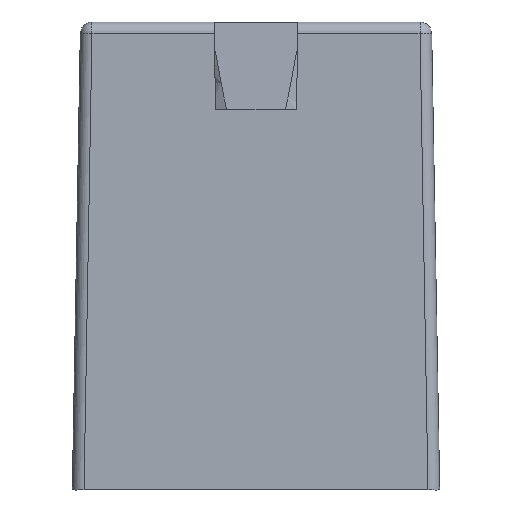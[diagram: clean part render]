
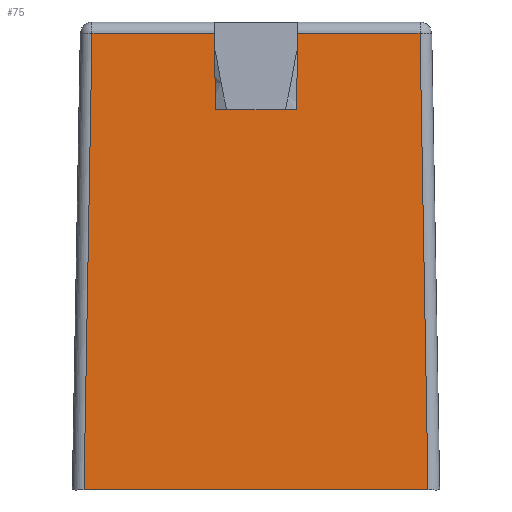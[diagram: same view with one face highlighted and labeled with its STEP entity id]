
A CAD part, left-side view. The second image highlights one B-rep face of the part: STEP entity #75.
In plain terms, the highlighted planar face has unit normal (-1, 0, 0.018).
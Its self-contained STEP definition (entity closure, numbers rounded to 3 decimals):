
#75=ADVANCED_FACE('',(#179),#180,.T.);
#179=FACE_OUTER_BOUND('',#368,.T.);
#180=PLANE('',#369);
#368=EDGE_LOOP('',(#765,#766,#767,#768,#769,#770,#771,#772));
#369=AXIS2_PLACEMENT_3D('',#773,#774,#775);
#765=ORIENTED_EDGE('',*,*,#1360,.T.);
#766=ORIENTED_EDGE('',*,*,#1378,.F.);
#767=ORIENTED_EDGE('',*,*,#1379,.F.);
#768=ORIENTED_EDGE('',*,*,#1380,.T.);
#769=ORIENTED_EDGE('',*,*,#1344,.T.);
#770=ORIENTED_EDGE('',*,*,#1381,.F.);
#771=ORIENTED_EDGE('',*,*,#1382,.F.);
#772=ORIENTED_EDGE('',*,*,#1383,.T.);
#773=CARTESIAN_POINT('',(-1.535,0.0,2.0));
#774=DIRECTION('',(-1.,0.0,0.017));
#775=DIRECTION('',(0.0,1.0,0.0));
#1344=EDGE_CURVE('',#1683,#1681,#1684,.T.);
#1360=EDGE_CURVE('',#1713,#1714,#1715,.T.);
#1378=EDGE_CURVE('',#1747,#1714,#1748,.T.);
#1379=EDGE_CURVE('',#1749,#1747,#1750,.T.);
#1380=EDGE_CURVE('',#1749,#1683,#1751,.T.);
#1381=EDGE_CURVE('',#1752,#1681,#1753,.T.);
#1382=EDGE_CURVE('',#1754,#1752,#1755,.T.);
#1383=EDGE_CURVE('',#1754,#1713,#1756,.T.);
#1681=VERTEX_POINT('',#2205);
#1683=VERTEX_POINT('',#2207);
#1684=LINE('',#2208,#2209);
#1713=VERTEX_POINT('',#2251);
#1714=VERTEX_POINT('',#2252);
#1715=LINE('',#2253,#2254);
#1747=VERTEX_POINT('',#2299);
#1748=LINE('',#2300,#2301);
#1749=VERTEX_POINT('',#2302);
#1750=LINE('',#2303,#2304);
#1751=LINE('',#2305,#2306);
#1752=VERTEX_POINT('',#2307);
#1753=LINE('',#2308,#2309);
#1754=VERTEX_POINT('',#2310);
#1755=LINE('',#2311,#2312);
#1756=LINE('',#2313,#2314);
#2205=CARTESIAN_POINT('',(-1.57,-1.47,0.0));
#2207=CARTESIAN_POINT('',(-1.57,1.47,0.0));
#2208=CARTESIAN_POINT('',(-1.57,1.47,0.0));
#2209=VECTOR('',#2712,2.94);
#2251=CARTESIAN_POINT('',(-1.513,-0.346,3.25));
#2252=CARTESIAN_POINT('',(-1.513,0.346,3.25));
#2253=CARTESIAN_POINT('',(-1.513,-0.346,3.25));
#2254=VECTOR('',#2733,0.691);
#2299=CARTESIAN_POINT('',(-1.502,0.357,3.902));
#2300=CARTESIAN_POINT('',(-1.502,0.357,3.902));
#2301=VECTOR('',#2759,0.652);
#2302=CARTESIAN_POINT('',(-1.502,1.402,3.902));
#2303=CARTESIAN_POINT('',(-1.502,1.402,3.902));
#2304=VECTOR('',#2760,1.045);
#2305=CARTESIAN_POINT('',(-1.502,1.402,3.902));
#2306=VECTOR('',#2761,3.903);
#2307=CARTESIAN_POINT('',(-1.502,-1.402,3.902));
#2308=CARTESIAN_POINT('',(-1.502,-1.402,3.902));
#2309=VECTOR('',#2762,3.903);
#2310=CARTESIAN_POINT('',(-1.502,-0.357,3.902));
#2311=CARTESIAN_POINT('',(-1.502,-0.357,3.902));
#2312=VECTOR('',#2763,1.045);
#2313=CARTESIAN_POINT('',(-1.502,-0.357,3.902));
#2314=VECTOR('',#2764,0.652);
#2712=DIRECTION('',(0.0,-1.0,0.0));
#2733=DIRECTION('',(0.0,1.0,0.0));
#2759=DIRECTION('',(-0.017,-0.017,-1.));
#2760=DIRECTION('',(0.0,-1.0,0.0));
#2761=DIRECTION('',(-0.017,0.017,-1.));
#2762=DIRECTION('',(-0.017,-0.017,-1.));
#2763=DIRECTION('',(0.0,-1.0,0.0));
#2764=DIRECTION('',(-0.017,0.017,-1.));
